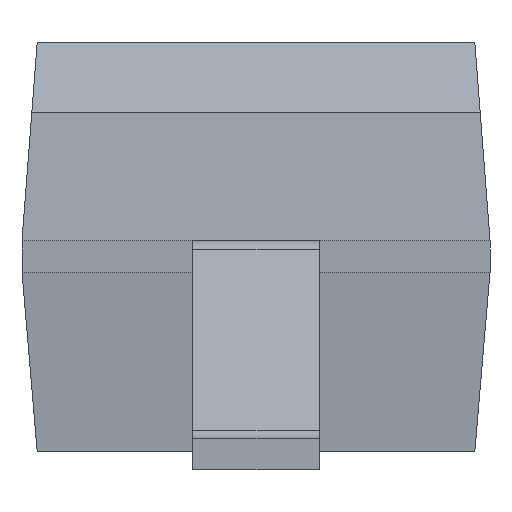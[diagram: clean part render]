
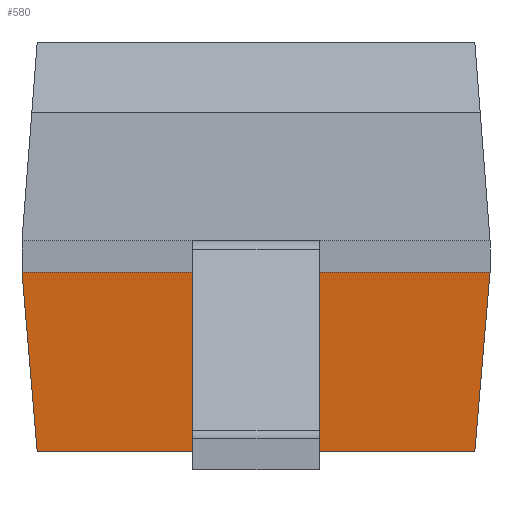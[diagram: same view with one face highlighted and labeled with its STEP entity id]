
A CAD part, left-side view. The second image highlights one B-rep face of the part: STEP entity #580.
In plain terms, the highlighted planar face has unit normal (-0.996, 0, -0.084).
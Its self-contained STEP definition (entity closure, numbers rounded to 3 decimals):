
#91 = PLANE('',#92);
#92 = AXIS2_PLACEMENT_3D('',#93,#94,#95);
#93 = CARTESIAN_POINT('',(-0.83,-0.64,0.05));
#94 = DIRECTION('',(1.,0.,0.));
#95 = DIRECTION('',(0.,0.,1.));
#319 = VERTEX_POINT('',#320);
#320 = CARTESIAN_POINT('',(-0.83,-0.64,0.54));
#341 = EDGE_CURVE('',#319,#342,#344,.T.);
#342 = VERTEX_POINT('',#343);
#343 = CARTESIAN_POINT('',(-0.83,0.64,0.54));
#344 = SURFACE_CURVE('',#345,(#349,#356),.PCURVE_S1.);
#345 = LINE('',#346,#347);
#346 = CARTESIAN_POINT('',(-0.83,-0.64,0.54));
#347 = VECTOR('',#348,1.);
#348 = DIRECTION('',(0.,1.,0.));
#349 = PCURVE('',#91,#350);
#350 = DEFINITIONAL_REPRESENTATION('',(#351),#355);
#351 = LINE('',#352,#353);
#352 = CARTESIAN_POINT('',(0.49,0.));
#353 = VECTOR('',#354,1.);
#354 = DIRECTION('',(0.,-1.));
#355 = ( GEOMETRIC_REPRESENTATION_CONTEXT(2) 
PARAMETRIC_REPRESENTATION_CONTEXT() REPRESENTATION_CONTEXT('2D SPACE',''
  ) );
#356 = PCURVE('',#357,#362);
#357 = PLANE('',#358);
#358 = AXIS2_PLACEMENT_3D('',#359,#360,#361);
#359 = CARTESIAN_POINT('',(-0.809,-0.64,0.295));
#360 = DIRECTION('',(-0.996,0.,-0.084));
#361 = DIRECTION('',(0.,1.,0.));
#362 = DEFINITIONAL_REPRESENTATION('',(#363),#367);
#363 = LINE('',#364,#365);
#364 = CARTESIAN_POINT('',(0.,-0.246));
#365 = VECTOR('',#366,1.);
#366 = DIRECTION('',(1.,0.));
#367 = ( GEOMETRIC_REPRESENTATION_CONTEXT(2) 
PARAMETRIC_REPRESENTATION_CONTEXT() REPRESENTATION_CONTEXT('2D SPACE',''
  ) );
#513 = PLANE('',#514);
#514 = AXIS2_PLACEMENT_3D('',#515,#516,#517);
#515 = CARTESIAN_POINT('',(-0.83,-0.619,0.295));
#516 = DIRECTION('',(0.,-0.996,-0.084));
#517 = DIRECTION('',(-1.,-0.,-0.));
#580 = ADVANCED_FACE('',(#581),#357,.T.);
#581 = FACE_BOUND('',#582,.T.);
#582 = EDGE_LOOP('',(#583,#606,#607,#635));
#583 = ORIENTED_EDGE('',*,*,#584,.F.);
#584 = EDGE_CURVE('',#319,#585,#587,.T.);
#585 = VERTEX_POINT('',#586);
#586 = CARTESIAN_POINT('',(-0.789,-0.599,0.05));
#587 = SURFACE_CURVE('',#588,(#592,#599),.PCURVE_S1.);
#588 = LINE('',#589,#590);
#589 = CARTESIAN_POINT('',(-0.809,-0.619,
    0.297));
#590 = VECTOR('',#591,1.);
#591 = DIRECTION('',(0.084,0.084,-0.993
    ));
#592 = PCURVE('',#357,#593);
#593 = DEFINITIONAL_REPRESENTATION('',(#594),#598);
#594 = LINE('',#595,#596);
#595 = CARTESIAN_POINT('',(0.021,-0.002));
#596 = VECTOR('',#597,1.);
#597 = DIRECTION('',(0.084,0.996));
#598 = ( GEOMETRIC_REPRESENTATION_CONTEXT(2) 
PARAMETRIC_REPRESENTATION_CONTEXT() REPRESENTATION_CONTEXT('2D SPACE',''
  ) );
#599 = PCURVE('',#513,#600);
#600 = DEFINITIONAL_REPRESENTATION('',(#601),#605);
#601 = LINE('',#602,#603);
#602 = CARTESIAN_POINT('',(-0.021,-0.002));
#603 = VECTOR('',#604,1.);
#604 = DIRECTION('',(-0.084,0.996));
#605 = ( GEOMETRIC_REPRESENTATION_CONTEXT(2) 
PARAMETRIC_REPRESENTATION_CONTEXT() REPRESENTATION_CONTEXT('2D SPACE',''
  ) );
#606 = ORIENTED_EDGE('',*,*,#341,.T.);
#607 = ORIENTED_EDGE('',*,*,#608,.T.);
#608 = EDGE_CURVE('',#342,#609,#611,.T.);
#609 = VERTEX_POINT('',#610);
#610 = CARTESIAN_POINT('',(-0.789,0.599,0.05));
#611 = SURFACE_CURVE('',#612,(#616,#623),.PCURVE_S1.);
#612 = LINE('',#613,#614);
#613 = CARTESIAN_POINT('',(-0.805,0.615,0.243
    ));
#614 = VECTOR('',#615,1.);
#615 = DIRECTION('',(0.084,-0.084,
    -0.993));
#616 = PCURVE('',#357,#617);
#617 = DEFINITIONAL_REPRESENTATION('',(#618),#622);
#618 = LINE('',#619,#620);
#619 = CARTESIAN_POINT('',(1.255,0.052));
#620 = VECTOR('',#621,1.);
#621 = DIRECTION('',(-0.084,0.996));
#622 = ( GEOMETRIC_REPRESENTATION_CONTEXT(2) 
PARAMETRIC_REPRESENTATION_CONTEXT() REPRESENTATION_CONTEXT('2D SPACE',''
  ) );
#623 = PCURVE('',#624,#629);
#624 = PLANE('',#625);
#625 = AXIS2_PLACEMENT_3D('',#626,#627,#628);
#626 = CARTESIAN_POINT('',(-0.83,0.619,0.295));
#627 = DIRECTION('',(0.,-0.996,0.084));
#628 = DIRECTION('',(-1.,-0.,-0.));
#629 = DEFINITIONAL_REPRESENTATION('',(#630),#634);
#630 = LINE('',#631,#632);
#631 = CARTESIAN_POINT('',(-0.025,0.052));
#632 = VECTOR('',#633,1.);
#633 = DIRECTION('',(-0.084,0.996));
#634 = ( GEOMETRIC_REPRESENTATION_CONTEXT(2) 
PARAMETRIC_REPRESENTATION_CONTEXT() REPRESENTATION_CONTEXT('2D SPACE',''
  ) );
#635 = ORIENTED_EDGE('',*,*,#636,.F.);
#636 = EDGE_CURVE('',#585,#609,#637,.T.);
#637 = SURFACE_CURVE('',#638,(#642,#649),.PCURVE_S1.);
#638 = LINE('',#639,#640);
#639 = CARTESIAN_POINT('',(-0.789,-0.64,0.05));
#640 = VECTOR('',#641,1.);
#641 = DIRECTION('',(0.,1.,0.));
#642 = PCURVE('',#357,#643);
#643 = DEFINITIONAL_REPRESENTATION('',(#644),#648);
#644 = LINE('',#645,#646);
#645 = CARTESIAN_POINT('',(0.,0.246));
#646 = VECTOR('',#647,1.);
#647 = DIRECTION('',(1.,0.));
#648 = ( GEOMETRIC_REPRESENTATION_CONTEXT(2) 
PARAMETRIC_REPRESENTATION_CONTEXT() REPRESENTATION_CONTEXT('2D SPACE',''
  ) );
#649 = PCURVE('',#650,#655);
#650 = PLANE('',#651);
#651 = AXIS2_PLACEMENT_3D('',#652,#653,#654);
#652 = CARTESIAN_POINT('',(-0.83,-0.64,0.05));
#653 = DIRECTION('',(0.,0.,1.));
#654 = DIRECTION('',(1.,0.,0.));
#655 = DEFINITIONAL_REPRESENTATION('',(#656),#660);
#656 = LINE('',#657,#658);
#657 = CARTESIAN_POINT('',(0.042,0.));
#658 = VECTOR('',#659,1.);
#659 = DIRECTION('',(0.,1.));
#660 = ( GEOMETRIC_REPRESENTATION_CONTEXT(2) 
PARAMETRIC_REPRESENTATION_CONTEXT() REPRESENTATION_CONTEXT('2D SPACE',''
  ) );
